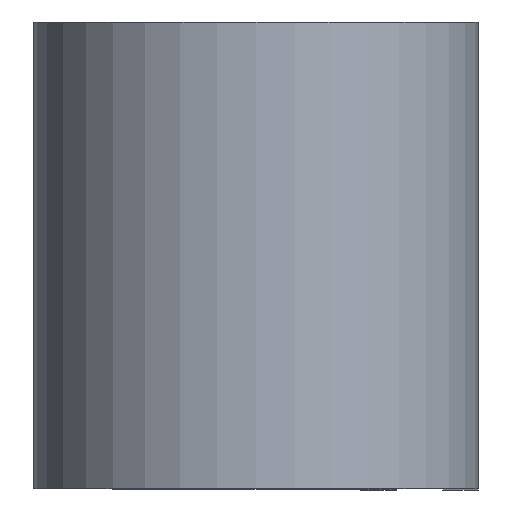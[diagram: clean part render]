
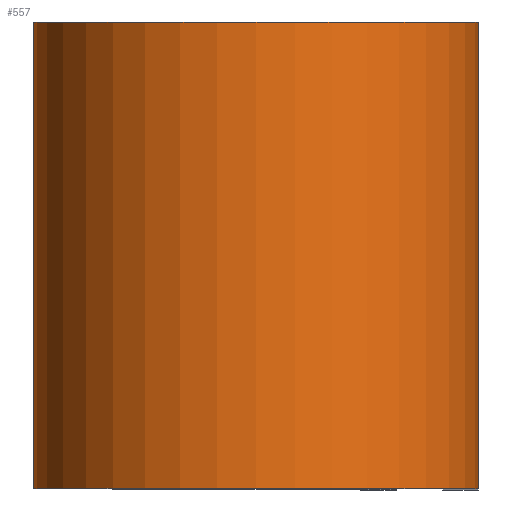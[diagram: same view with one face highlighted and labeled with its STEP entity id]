
A CAD part, top view. The second image highlights one B-rep face of the part: STEP entity #557.
In plain terms, the highlighted cylindrical face has radius 7.569 mm (diameter 15.138 mm), a partial arc.
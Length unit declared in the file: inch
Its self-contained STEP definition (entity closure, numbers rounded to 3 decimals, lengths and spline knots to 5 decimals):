
#3 = DIRECTION ( 'NONE',  ( 0., -1., 0. ) ) ;
#10 = ORIENTED_EDGE ( 'NONE', *, *, #341, .T. ) ;
#36 = CARTESIAN_POINT ( 'NONE',  ( 0., -0.3125, -0.298 ) ) ;
#38 = CARTESIAN_POINT ( 'NONE',  ( 0., 0.3125, 0. ) ) ;
#53 = ORIENTED_EDGE ( 'NONE', *, *, #90, .T. ) ;
#57 = LINE ( 'NONE', #331, #127 ) ;
#76 = EDGE_LOOP ( 'NONE', ( #10, #501, #641, #53 ) ) ;
#90 = EDGE_CURVE ( 'NONE', #572, #381, #57, .T. ) ;
#106 = VERTEX_POINT ( 'NONE', #629 ) ;
#127 = VECTOR ( 'NONE', #391, 39.37008 ) ;
#135 = DIRECTION ( 'NONE',  ( 0., 1., 0. ) ) ;
#145 = CIRCLE ( 'NONE', #524, 0.298 ) ;
#157 = FACE_OUTER_BOUND ( 'NONE', #76, .T. ) ;
#172 = CYLINDRICAL_SURFACE ( 'NONE', #506, 0.298 ) ;
#191 = CIRCLE ( 'NONE', #638, 0.298 ) ;
#216 = CARTESIAN_POINT ( 'NONE',  ( 0., 0.3125, -0.298 ) ) ;
#247 = DIRECTION ( 'NONE',  ( 1., 0., 0. ) ) ;
#259 = VECTOR ( 'NONE', #581, 39.37008 ) ;
#331 = CARTESIAN_POINT ( 'NONE',  ( 0., 0.3125, -0.298 ) ) ;
#341 = EDGE_CURVE ( 'NONE', #381, #106, #191, .T. ) ;
#362 = EDGE_CURVE ( 'NONE', #651, #106, #710, .T. ) ;
#381 = VERTEX_POINT ( 'NONE', #36 ) ;
#388 = CARTESIAN_POINT ( 'NONE',  ( 0., -0.3125, 0. ) ) ;
#389 = CARTESIAN_POINT ( 'NONE',  ( 0., 0.3125, 0. ) ) ;
#391 = DIRECTION ( 'NONE',  ( 0., -1., 0. ) ) ;
#393 = DIRECTION ( 'NONE',  ( 0., 1., 0. ) ) ;
#395 = DIRECTION ( 'NONE',  ( 1., 0., 0. ) ) ;
#471 = CARTESIAN_POINT ( 'NONE',  ( 0.298, 0.3125, 0. ) ) ;
#501 = ORIENTED_EDGE ( 'NONE', *, *, #362, .F. ) ;
#506 = AXIS2_PLACEMENT_3D ( 'NONE', #38, #3, #662 ) ;
#514 = CARTESIAN_POINT ( 'NONE',  ( 0.298, 0.3125, 0. ) ) ;
#524 = AXIS2_PLACEMENT_3D ( 'NONE', #389, #135, #247 ) ;
#540 = EDGE_CURVE ( 'NONE', #572, #651, #145, .T. ) ;
#557 = ADVANCED_FACE ( 'NONE', ( #157 ), #172, .T. ) ;
#572 = VERTEX_POINT ( 'NONE', #216 ) ;
#581 = DIRECTION ( 'NONE',  ( 0., -1., 0. ) ) ;
#629 = CARTESIAN_POINT ( 'NONE',  ( 0.298, -0.3125, 0. ) ) ;
#638 = AXIS2_PLACEMENT_3D ( 'NONE', #388, #393, #395 ) ;
#641 = ORIENTED_EDGE ( 'NONE', *, *, #540, .F. ) ;
#651 = VERTEX_POINT ( 'NONE', #471 ) ;
#662 = DIRECTION ( 'NONE',  ( 0., 0., -1. ) ) ;
#710 = LINE ( 'NONE', #514, #259 ) ;
